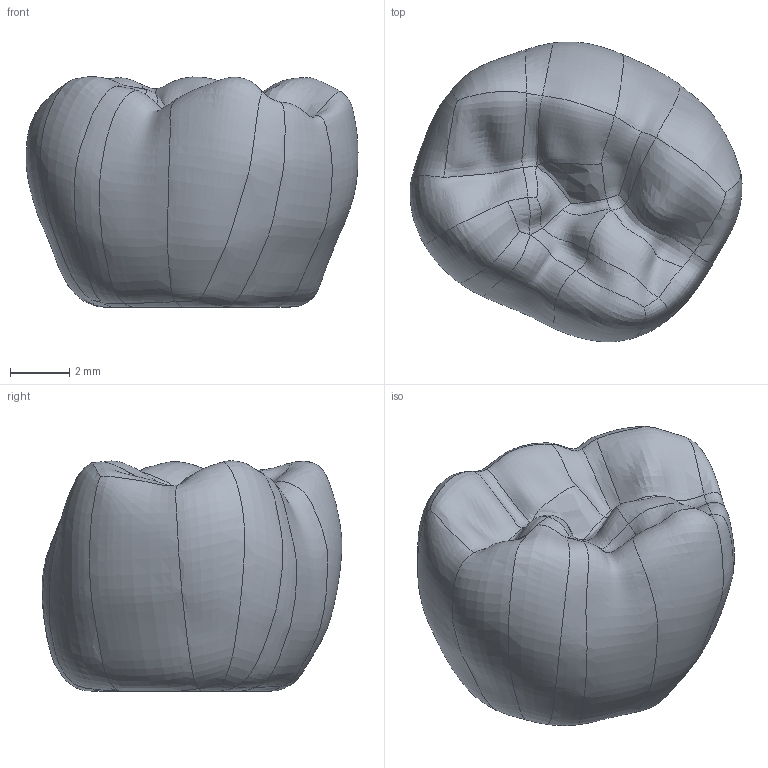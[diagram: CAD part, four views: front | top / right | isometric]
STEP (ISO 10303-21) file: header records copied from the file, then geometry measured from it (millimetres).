
FILE_DESCRIPTION(('STEP AP214'),'1');
FILE_NAME('zabstep.stp','2021-11-16T11:19:12',(' '),(' '),'Spatial InterOp 3D',' ',' ');
FILE_SCHEMA(('AUTOMOTIVE_DESIGN { 1 0 10303 214 1 1 1 1 }'));
Length unit declared in the file: metre
Products named in the file (2): zabstep; zabsk2
Assembly tree (1 placements, depth 2):
  zabstep
    zabsk2
Bounding box: 11.21 x 10.13 x 7.8 mm (x, y, z)
Volume: 503.8 mm3; surface area: 342.9 mm2
Topology: 1 solids, 1 shells, 44 faces, 91 edges, 49 vertices
Faces by surface type: bspline 44
Entity records: 33535 total; most frequent: CARTESIAN_POINT 32888, ORIENTED_EDGE 182, EDGE_CURVE 91, B_SPLINE_CURVE_WITH_KNOTS 91, VERTEX_POINT 49, ADVANCED_FACE 44, FACE_OUTER_BOUND 44, B_SPLINE_SURFACE_WITH_KNOTS 44
